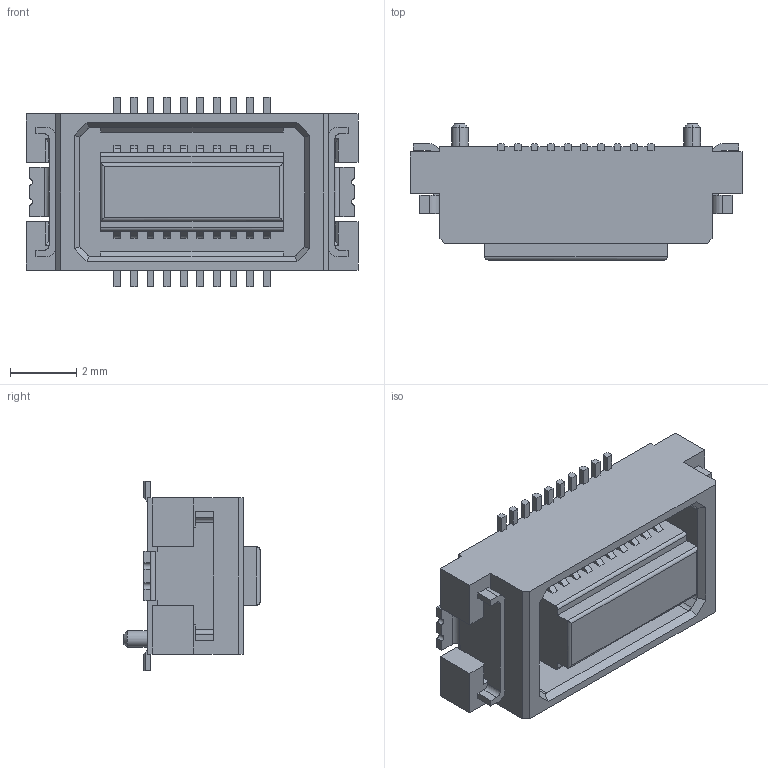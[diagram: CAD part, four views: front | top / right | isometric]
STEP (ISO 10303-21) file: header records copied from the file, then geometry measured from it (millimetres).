
FILE_DESCRIPTION (( 'STEP AP214' ), '1' );
FILE_NAME ('DF173020DS05V57.STEP', '2023-07-17T15:36:08', ( '' ), ( '' ), 'SwSTEP 2.0', 'SolidWorks 2019', '' );
FILE_SCHEMA (( 'AUTOMOTIVE_DESIGN' ));
Length unit declared in the file: millimetre
Products named in the file (1): DF173020DS05V57
Bounding box: 10 x 4.1 x 5.7 mm (x, y, z)
Volume: 94.1 mm3; surface area: 296.9 mm2
Topology: 1 solids, 1 shells, 484 faces, 1462 edges, 984 vertices
Faces by surface type: plane 386, cylinder 94, cone 4
Entity records: 21862 total; most frequent: CARTESIAN_POINT 3718, ORIENTED_EDGE 2924, DIRECTION 2240, EDGE_CURVE 1462, VECTOR 1164, LINE 1164, VERTEX_POINT 984, AXIS2_PLACEMENT_3D 538
